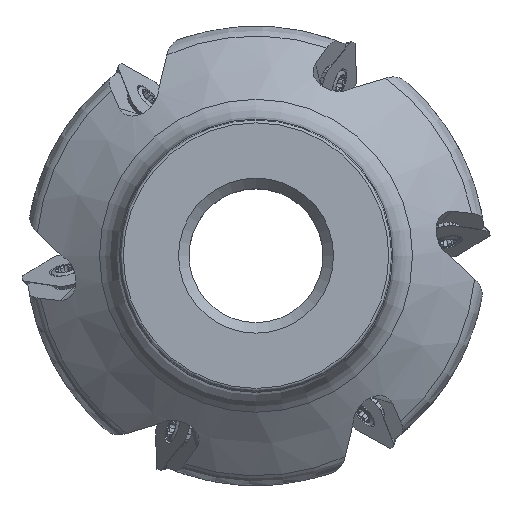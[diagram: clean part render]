
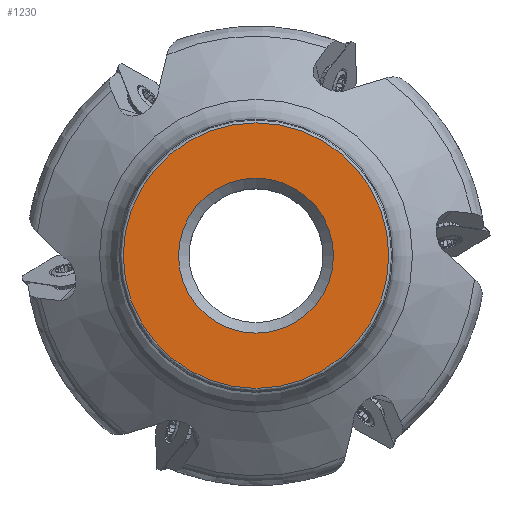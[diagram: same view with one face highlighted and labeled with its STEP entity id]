
A CAD part, top view. The second image highlights one B-rep face of the part: STEP entity #1230.
In plain terms, the highlighted planar face has unit normal (0, 0, 1).
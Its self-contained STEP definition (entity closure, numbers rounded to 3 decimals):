
#1230=ADVANCED_FACE('SU_1',(#2418,#2419),#1782,.F.);
#1782=PLANE('',#12485);
#2169=CIRCLE('',#12483,25.193);
#2170=CIRCLE('',#12484,14.705);
#2418=FACE_BOUND('',#2707,.T.);
#2419=FACE_BOUND('',#2708,.T.);
#2707=EDGE_LOOP('',(#4970));
#2708=EDGE_LOOP('',(#4971));
#4970=ORIENTED_EDGE('',*,*,#9568,.T.);
#4971=ORIENTED_EDGE('',*,*,#9569,.F.);
#8236=VERTEX_POINT('',#19444);
#8237=VERTEX_POINT('',#19446);
#9568=EDGE_CURVE('',#8236,#8236,#2169,.T.);
#9569=EDGE_CURVE('',#8237,#8237,#2170,.T.);
#12483=AXIS2_PLACEMENT_3D('',#19443,#14190,#14191);
#12484=AXIS2_PLACEMENT_3D('',#19445,#14192,#14193);
#12485=AXIS2_PLACEMENT_3D('',#19447,#14194,#14195);
#14190=DIRECTION('',(0.,0.,1.));
#14191=DIRECTION('',(1.,0.,0.));
#14192=DIRECTION('',(0.,0.,1.));
#14193=DIRECTION('',(1.,0.,0.));
#14194=DIRECTION('',(0.,0.,-1.));
#14195=DIRECTION('',(-1.,0.,0.));
#19443=CARTESIAN_POINT('',(0.,0.,0.));
#19444=CARTESIAN_POINT('',(25.193,0.,0.));
#19445=CARTESIAN_POINT('',(0.,0.,0.));
#19446=CARTESIAN_POINT('',(14.705,0.,0.));
#19447=CARTESIAN_POINT('',(-25.693,0.,0.));
